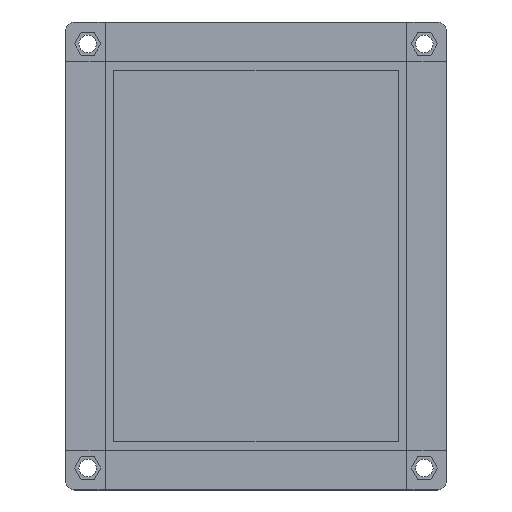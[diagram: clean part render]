
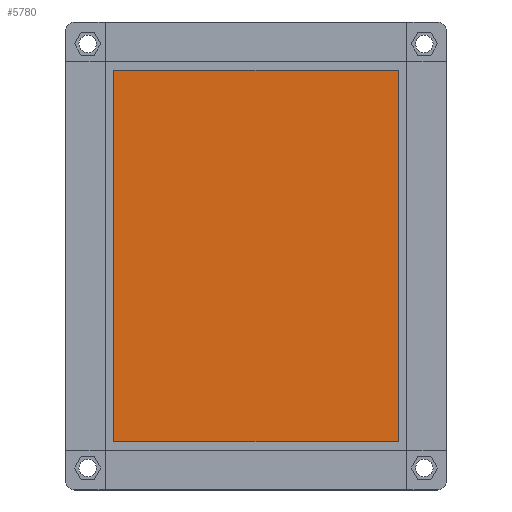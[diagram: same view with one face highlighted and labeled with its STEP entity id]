
A CAD part, top view. The second image highlights one B-rep face of the part: STEP entity #5780.
In plain terms, the highlighted planar face has unit normal (0, 0, 1).
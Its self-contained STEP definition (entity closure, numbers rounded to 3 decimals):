
#4469 = PLANE('',#4470);
#4470 = AXIS2_PLACEMENT_3D('',#4471,#4472,#4473);
#4471 = CARTESIAN_POINT('',(-16.25,21.25,8.));
#4472 = DIRECTION('',(0.,-1.,0.));
#4473 = DIRECTION('',(1.,0.,0.));
#4495 = PLANE('',#4496);
#4496 = AXIS2_PLACEMENT_3D('',#4497,#4498,#4499);
#4497 = CARTESIAN_POINT('',(-16.25,-21.25,8.));
#4498 = DIRECTION('',(1.,0.,0.));
#4499 = DIRECTION('',(0.,1.,0.));
#4521 = PLANE('',#4522);
#4522 = AXIS2_PLACEMENT_3D('',#4523,#4524,#4525);
#4523 = CARTESIAN_POINT('',(16.25,-21.25,8.));
#4524 = DIRECTION('',(0.,1.,0.));
#4525 = DIRECTION('',(-1.,0.,0.));
#4545 = PLANE('',#4546);
#4546 = AXIS2_PLACEMENT_3D('',#4547,#4548,#4549);
#4547 = CARTESIAN_POINT('',(16.25,21.25,8.));
#4548 = DIRECTION('',(-1.,0.,0.));
#4549 = DIRECTION('',(0.,-1.,0.));
#5432 = VERTEX_POINT('',#5433);
#5433 = CARTESIAN_POINT('',(-16.25,21.25,1.));
#5454 = EDGE_CURVE('',#5432,#5455,#5457,.T.);
#5455 = VERTEX_POINT('',#5456);
#5456 = CARTESIAN_POINT('',(16.25,21.25,1.));
#5457 = SURFACE_CURVE('',#5458,(#5462,#5469),.PCURVE_S1.);
#5458 = LINE('',#5459,#5460);
#5459 = CARTESIAN_POINT('',(-16.25,21.25,1.));
#5460 = VECTOR('',#5461,1.);
#5461 = DIRECTION('',(1.,0.,0.));
#5462 = PCURVE('',#4469,#5463);
#5463 = DEFINITIONAL_REPRESENTATION('',(#5464),#5468);
#5464 = LINE('',#5465,#5466);
#5465 = CARTESIAN_POINT('',(0.,-7.));
#5466 = VECTOR('',#5467,1.);
#5467 = DIRECTION('',(1.,0.));
#5468 = ( GEOMETRIC_REPRESENTATION_CONTEXT(2) 
PARAMETRIC_REPRESENTATION_CONTEXT() REPRESENTATION_CONTEXT('2D SPACE',''
  ) );
#5469 = PCURVE('',#5470,#5475);
#5470 = PLANE('',#5471);
#5471 = AXIS2_PLACEMENT_3D('',#5472,#5473,#5474);
#5472 = CARTESIAN_POINT('',(0.,0.,1.));
#5473 = DIRECTION('',(-0.,-0.,-1.));
#5474 = DIRECTION('',(-1.,0.,0.));
#5475 = DEFINITIONAL_REPRESENTATION('',(#5476),#5480);
#5476 = LINE('',#5477,#5478);
#5477 = CARTESIAN_POINT('',(16.25,21.25));
#5478 = VECTOR('',#5479,1.);
#5479 = DIRECTION('',(-1.,0.));
#5480 = ( GEOMETRIC_REPRESENTATION_CONTEXT(2) 
PARAMETRIC_REPRESENTATION_CONTEXT() REPRESENTATION_CONTEXT('2D SPACE',''
  ) );
#5508 = EDGE_CURVE('',#5455,#5509,#5511,.T.);
#5509 = VERTEX_POINT('',#5510);
#5510 = CARTESIAN_POINT('',(16.25,-21.25,1.));
#5511 = SURFACE_CURVE('',#5512,(#5516,#5523),.PCURVE_S1.);
#5512 = LINE('',#5513,#5514);
#5513 = CARTESIAN_POINT('',(16.25,21.25,1.));
#5514 = VECTOR('',#5515,1.);
#5515 = DIRECTION('',(0.,-1.,0.));
#5516 = PCURVE('',#4545,#5517);
#5517 = DEFINITIONAL_REPRESENTATION('',(#5518),#5522);
#5518 = LINE('',#5519,#5520);
#5519 = CARTESIAN_POINT('',(0.,-7.));
#5520 = VECTOR('',#5521,1.);
#5521 = DIRECTION('',(1.,0.));
#5522 = ( GEOMETRIC_REPRESENTATION_CONTEXT(2) 
PARAMETRIC_REPRESENTATION_CONTEXT() REPRESENTATION_CONTEXT('2D SPACE',''
  ) );
#5523 = PCURVE('',#5470,#5524);
#5524 = DEFINITIONAL_REPRESENTATION('',(#5525),#5529);
#5525 = LINE('',#5526,#5527);
#5526 = CARTESIAN_POINT('',(-16.25,21.25));
#5527 = VECTOR('',#5528,1.);
#5528 = DIRECTION('',(0.,-1.));
#5529 = ( GEOMETRIC_REPRESENTATION_CONTEXT(2) 
PARAMETRIC_REPRESENTATION_CONTEXT() REPRESENTATION_CONTEXT('2D SPACE',''
  ) );
#5557 = EDGE_CURVE('',#5509,#5558,#5560,.T.);
#5558 = VERTEX_POINT('',#5559);
#5559 = CARTESIAN_POINT('',(-16.25,-21.25,1.));
#5560 = SURFACE_CURVE('',#5561,(#5565,#5572),.PCURVE_S1.);
#5561 = LINE('',#5562,#5563);
#5562 = CARTESIAN_POINT('',(16.25,-21.25,1.));
#5563 = VECTOR('',#5564,1.);
#5564 = DIRECTION('',(-1.,0.,0.));
#5565 = PCURVE('',#4521,#5566);
#5566 = DEFINITIONAL_REPRESENTATION('',(#5567),#5571);
#5567 = LINE('',#5568,#5569);
#5568 = CARTESIAN_POINT('',(0.,-7.));
#5569 = VECTOR('',#5570,1.);
#5570 = DIRECTION('',(1.,0.));
#5571 = ( GEOMETRIC_REPRESENTATION_CONTEXT(2) 
PARAMETRIC_REPRESENTATION_CONTEXT() REPRESENTATION_CONTEXT('2D SPACE',''
  ) );
#5572 = PCURVE('',#5470,#5573);
#5573 = DEFINITIONAL_REPRESENTATION('',(#5574),#5578);
#5574 = LINE('',#5575,#5576);
#5575 = CARTESIAN_POINT('',(-16.25,-21.25));
#5576 = VECTOR('',#5577,1.);
#5577 = DIRECTION('',(1.,0.));
#5578 = ( GEOMETRIC_REPRESENTATION_CONTEXT(2) 
PARAMETRIC_REPRESENTATION_CONTEXT() REPRESENTATION_CONTEXT('2D SPACE',''
  ) );
#5606 = EDGE_CURVE('',#5558,#5432,#5607,.T.);
#5607 = SURFACE_CURVE('',#5608,(#5612,#5619),.PCURVE_S1.);
#5608 = LINE('',#5609,#5610);
#5609 = CARTESIAN_POINT('',(-16.25,-21.25,1.));
#5610 = VECTOR('',#5611,1.);
#5611 = DIRECTION('',(0.,1.,0.));
#5612 = PCURVE('',#4495,#5613);
#5613 = DEFINITIONAL_REPRESENTATION('',(#5614),#5618);
#5614 = LINE('',#5615,#5616);
#5615 = CARTESIAN_POINT('',(0.,-7.));
#5616 = VECTOR('',#5617,1.);
#5617 = DIRECTION('',(1.,0.));
#5618 = ( GEOMETRIC_REPRESENTATION_CONTEXT(2) 
PARAMETRIC_REPRESENTATION_CONTEXT() REPRESENTATION_CONTEXT('2D SPACE',''
  ) );
#5619 = PCURVE('',#5470,#5620);
#5620 = DEFINITIONAL_REPRESENTATION('',(#5621),#5625);
#5621 = LINE('',#5622,#5623);
#5622 = CARTESIAN_POINT('',(16.25,-21.25));
#5623 = VECTOR('',#5624,1.);
#5624 = DIRECTION('',(0.,1.));
#5625 = ( GEOMETRIC_REPRESENTATION_CONTEXT(2) 
PARAMETRIC_REPRESENTATION_CONTEXT() REPRESENTATION_CONTEXT('2D SPACE',''
  ) );
#5780 = ADVANCED_FACE('',(#5781),#5470,.F.);
#5781 = FACE_BOUND('',#5782,.F.);
#5782 = EDGE_LOOP('',(#5783,#5784,#5785,#5786));
#5783 = ORIENTED_EDGE('',*,*,#5454,.T.);
#5784 = ORIENTED_EDGE('',*,*,#5508,.T.);
#5785 = ORIENTED_EDGE('',*,*,#5557,.T.);
#5786 = ORIENTED_EDGE('',*,*,#5606,.T.);
